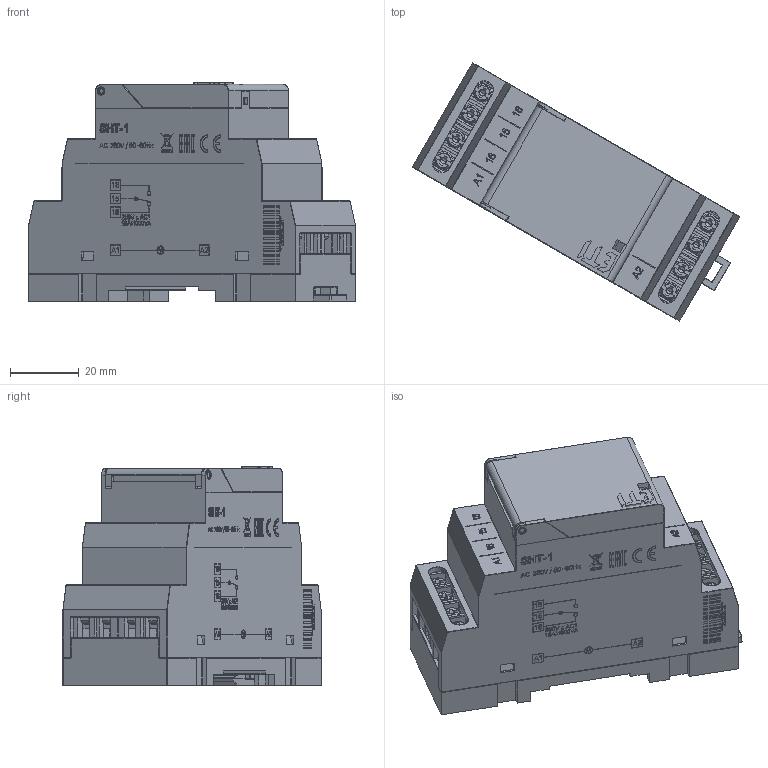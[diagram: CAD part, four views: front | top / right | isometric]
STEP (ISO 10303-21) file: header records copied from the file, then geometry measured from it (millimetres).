
FILE_DESCRIPTION((''),'2;1');
FILE_NAME('SHT-1_002470050_ASM','2020-11-03T',('marketing.praksa'),('Audax d.o.o.'),'CREO PARAMETRIC BY PTC INC, 2017480','CREO PARAMETRIC BY PTC INC, 2017480','');
FILE_SCHEMA(('AUTOMOTIVE_DESIGN { 1 0 10303 214 1 1 1 1 }'));
Products named in the file (24): BREP_1; BREP_2; BREP_3; BREP_4; BREP_5; BREP_6; BREP_7; BREP_8; BREP_9; BREP_10; BREP_11; BREP_12; BREP_13; BREP_14; BREP_15; BREP_16; BREP_17; DOCUMENT_A_ASM; TMP_DWG_65_1_1_1; TMP_DWG_65_1_2_1; TMP_DWG_65_1_3_1; CRM-82TO_1_ASM; LOGO_ASM; SHT-1_002470050_ASM
Assembly tree (23 placements, depth 4):
  SHT-1_002470050_ASM
    DOCUMENT_A_ASM
      BREP_1
      BREP_2
      BREP_3
      BREP_4
      BREP_5
      BREP_6
      BREP_7
      BREP_8
      BREP_9
      BREP_10
      BREP_11
      BREP_12
      BREP_13
      BREP_14
      BREP_15
      BREP_16
      BREP_17
    LOGO_ASM
      CRM-82TO_1_ASM
        TMP_DWG_65_1_1_1
        TMP_DWG_65_1_2_1
        TMP_DWG_65_1_3_1
Bounding box: 95.11 x 75.09 x 63.68 mm (x, y, z)
Volume: 1953.7 mm3; surface area: 43073.3 mm2
Topology: 20 solids, 517 shells, 2325 faces, 10696 edges, 8860 vertices
Faces by surface type: plane 1502, cylinder 539, bspline 88, torus 64, cone 64, sphere 64, extrusion 4
Entity records: 169649 total; most frequent: CARTESIAN_POINT 32631, ORIENTED_EDGE 15320, DIRECTION 14942, PRESENTATION_STYLE_ASSIGNMENT 13248, STYLED_ITEM 13248, EDGE_CURVE 10680, CURVE_STYLE 10540, VERTEX_POINT 8860
